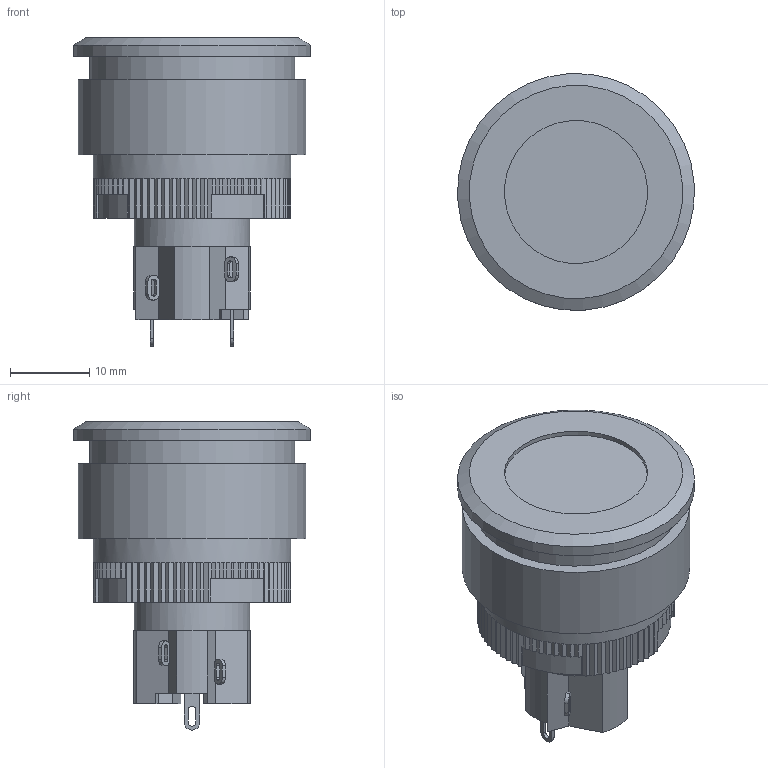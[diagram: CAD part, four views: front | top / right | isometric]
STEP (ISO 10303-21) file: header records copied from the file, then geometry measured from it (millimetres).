
FILE_DESCRIPTION((' '),'2;1');
FILE_NAME('LASxxV31xxxxxxx.stp','2017-07-21T16:17:17',(' '),(' '),' ','ACIS',' ');
FILE_SCHEMA(('CONFIG_CONTROL_DESIGN'));
Length unit declared in the file: inch
Products named in the file (3): LASxxV31xxxxxxx.stp; Body1; Body2
Assembly tree (2 placements, depth 2):
  LASxxV31xxxxxxx.stp
    Body1
    Body2
Bounding box: 29.94 x 29.94 x 38.98 mm (x, y, z)
Volume: 11603.1 mm3; surface area: 8880 mm2
Topology: 2 solids, 9 shells, 602 faces, 1649 edges, 1091 vertices
Faces by surface type: plane 455, cylinder 81, bspline 55, cone 5, torus 5, sphere 1
Full cylindrical faces by diameter (mm): 3.2 x2, 3.5 x1, 5.7 x2, 7 x2, 13 x1, 14.5 x1, 14.6 x1, 18.1 x2, 18.3 x1, 20 x1, 20.917 x1, 21.5 x2, 23 x2, 25 x2, 25.4 x1, 26 x1, 28.8 x1, 30 x1
Entity records: 19446 total; most frequent: CARTESIAN_POINT 3994, ORIENTED_EDGE 3200, DIRECTION 2956, EDGE_CURVE 1600, VECTOR 1136, LINE 1136, VERTEX_POINT 1078, AXIS2_PLACEMENT_3D 910
